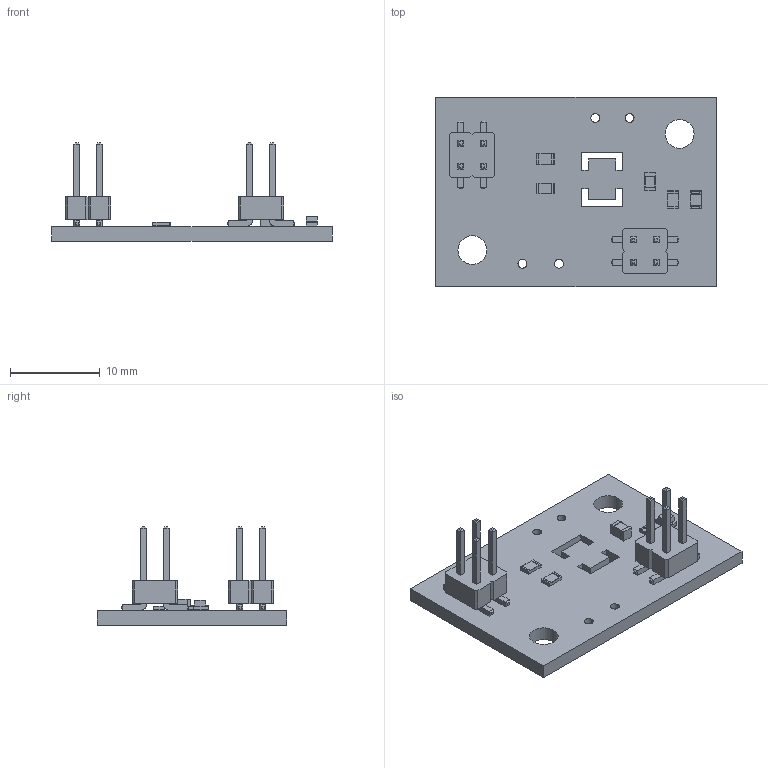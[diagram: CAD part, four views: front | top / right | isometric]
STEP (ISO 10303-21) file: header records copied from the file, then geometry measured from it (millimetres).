
FILE_DESCRIPTION(('KiCad electronic assembly'),'2;1');
FILE_NAME('sht40.step','2025-04-18T20:49:07',('Pcbnew'),('Kicad'), 'Open CASCADE STEP processor 7.8','KiCad to STEP converter','Unknown' );
FILE_SCHEMA(('AUTOMOTIVE_DESIGN { 1 0 10303 214 1 1 1 1 }'));
Length unit declared in the file: millimetre
Products named in the file (10): sht40 1; R_0805_2012Metric; LED_0805_2012Metric; C_0805_2012Metric; PinHeader_2x02_P2.54mm_Vertical_SMD; PinHeader_2x02_P254mm_Vertical_SMD; sht40_PCB
Assembly tree (12 placements, depth 3):
  sht40 1
    R_0805_2012Metric  x3
      R_0805_2012Metric
    LED_0805_2012Metric
      LED_0805_2012Metric
    C_0805_2012Metric
      C_0805_2012Metric
    PinHeader_2x02_P2.54mm_Vertical_SMD  x2
      PinHeader_2x02_P254mm_Vertical_SMD
    sht40_PCB
Bounding box: 31.24 x 21.08 x 10.95 mm (x, y, z)
Volume: 1171.9 mm3; surface area: 1954.8 mm2
Topology: 8 solids, 8 shells, 384 faces, 963 edges, 614 vertices
Faces by surface type: plane 326, cylinder 58
Full cylindrical faces by diameter (mm): 1 x4, 3.2 x2
Entity records: 8525 total; most frequent: CARTESIAN_POINT 1212, ORIENTED_EDGE 1178, DIRECTION 1155, EDGE_CURVE 589, LINE 513, VECTOR 513, VERTEX_POINT 378, AXIS2_PLACEMENT_3D 321
